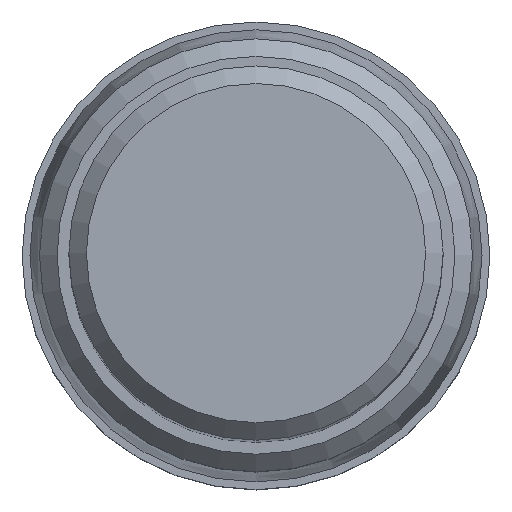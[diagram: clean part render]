
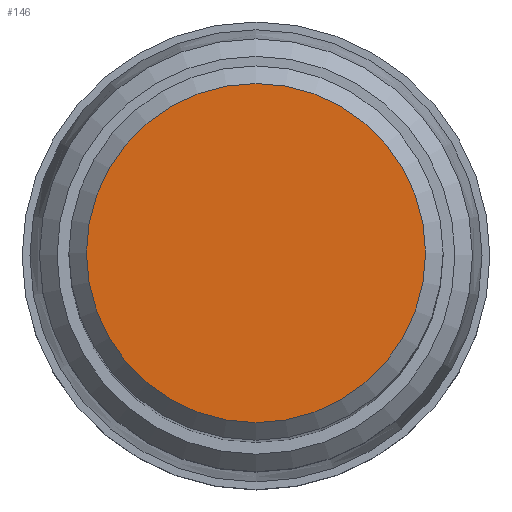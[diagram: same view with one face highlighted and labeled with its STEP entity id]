
A CAD part, top view. The second image highlights one B-rep face of the part: STEP entity #146.
In plain terms, the highlighted planar face has unit normal (0, 0, 1).
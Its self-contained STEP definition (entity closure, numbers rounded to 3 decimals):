
#115=FACE_OUTER_BOUND('',#215,.T.);
#119=PLANE('',#343);
#146=ADVANCED_FACE('',(#115),#119,.F.);
#215=EDGE_LOOP('',(#251));
#251=ORIENTED_EDGE('',*,*,#291,.F.);
#273=VERTEX_POINT('',#469);
#291=EDGE_CURVE('',#273,#273,#309,.T.);
#309=CIRCLE('',#341,14.5);
#341=AXIS2_PLACEMENT_3D('',#468,#406,#407);
#343=AXIS2_PLACEMENT_3D('',#471,#410,#411);
#406=DIRECTION('',(0.,0.,-1.));
#407=DIRECTION('',(-1.,0.,0.));
#410=DIRECTION('',(0.,0.,-1.));
#411=DIRECTION('',(-1.,0.,0.));
#468=CARTESIAN_POINT('',(0.,0.,0.));
#469=CARTESIAN_POINT('',(-14.5,0.,0.));
#471=CARTESIAN_POINT('',(0.,0.,0.));
